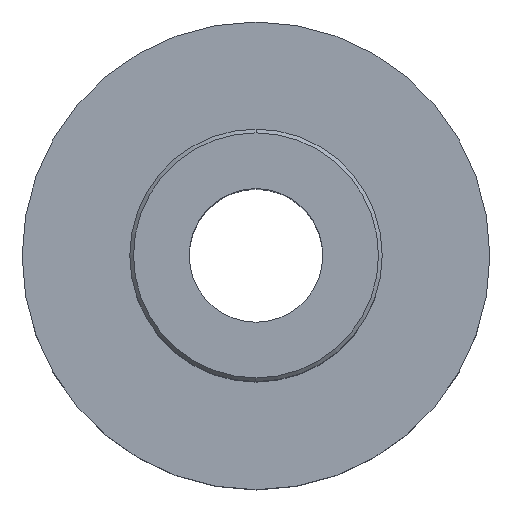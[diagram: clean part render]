
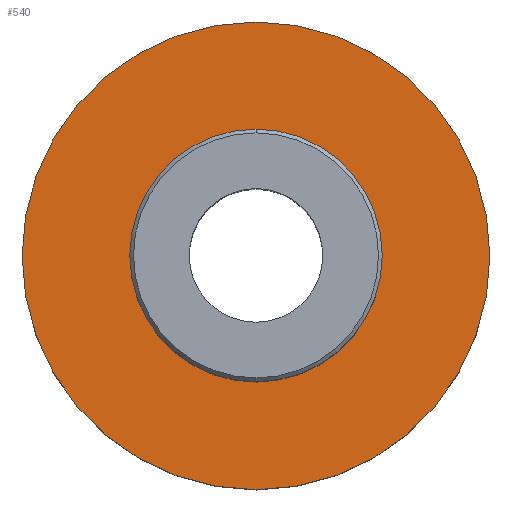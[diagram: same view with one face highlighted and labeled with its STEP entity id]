
A CAD part, top view. The second image highlights one B-rep face of the part: STEP entity #540.
In plain terms, the highlighted planar face has unit normal (0, 0, 1).
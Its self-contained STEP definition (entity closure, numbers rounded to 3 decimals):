
#159=CARTESIAN_POINT('',(0.,0.,0.));
#160=DIRECTION('',(0.,0.,-1.));
#161=DIRECTION('',(0.,1.,0.));
#162=AXIS2_PLACEMENT_3D('',#159,#160,#161);
#167=CARTESIAN_POINT('',(0.,0.,0.));
#168=DIRECTION('',(0.,0.,1.));
#169=DIRECTION('',(0.,1.,0.));
#170=AXIS2_PLACEMENT_3D('',#167,#168,#169);
#183=CARTESIAN_POINT('',(0.,0.,0.));
#184=DIRECTION('',(0.,0.,1.));
#185=DIRECTION('',(0.,1.,0.));
#186=AXIS2_PLACEMENT_3D('',#183,#184,#185);
#252=CARTESIAN_POINT('',(0.,0.,0.));
#253=DIRECTION('',(0.,0.,-1.));
#254=DIRECTION('',(0.,1.,0.));
#255=AXIS2_PLACEMENT_3D('',#252,#253,#254);
#327=CARTESIAN_POINT('',(0.,17.,0.));
#328=CARTESIAN_POINT('',(0.,-17.,0.));
#329=VERTEX_POINT('',#327);
#330=VERTEX_POINT('',#328);
#369=CARTESIAN_POINT('',(0.,31.5,0.));
#370=VERTEX_POINT('',#369);
#377=CARTESIAN_POINT('',(0.,-31.5,0.));
#378=VERTEX_POINT('',#377);
#525=CARTESIAN_POINT('',(0.,0.,0.));
#526=DIRECTION('',(0.,0.,1.));
#527=DIRECTION('',(0.,1.,0.));
#528=AXIS2_PLACEMENT_3D('',#525,#526,#527);
#529=PLANE('',#528);
#530=ORIENTED_EDGE('',*,*,#507,.T.);
#531=ORIENTED_EDGE('',*,*,#518,.F.);
#532=EDGE_LOOP('',(#530,#531));
#533=FACE_OUTER_BOUND('',#532,.F.);
#535=ORIENTED_EDGE('',*,*,#534,.T.);
#537=ORIENTED_EDGE('',*,*,#536,.F.);
#538=EDGE_LOOP('',(#535,#537));
#539=FACE_BOUND('',#538,.F.);
#163=CIRCLE('',#162,31.5);
#171=CIRCLE('',#170,31.5);
#187=CIRCLE('',#186,17.);
#256=CIRCLE('',#255,17.);
#507=EDGE_CURVE('',#370,#378,#163,.T.);
#518=EDGE_CURVE('',#370,#378,#171,.T.);
#534=EDGE_CURVE('',#329,#330,#187,.T.);
#536=EDGE_CURVE('',#329,#330,#256,.T.);
#540=ADVANCED_FACE('',(#533,#539),#529,.T.);
